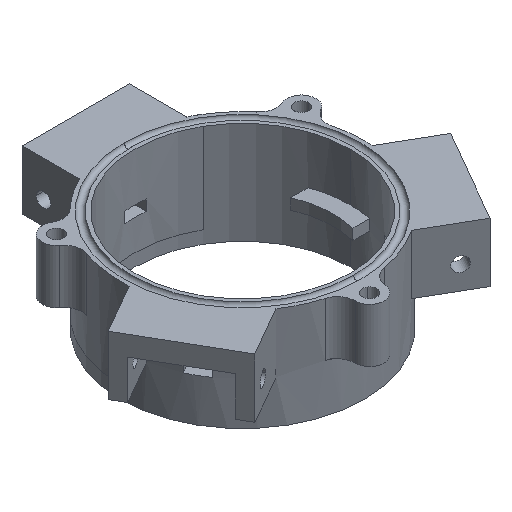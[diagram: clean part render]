
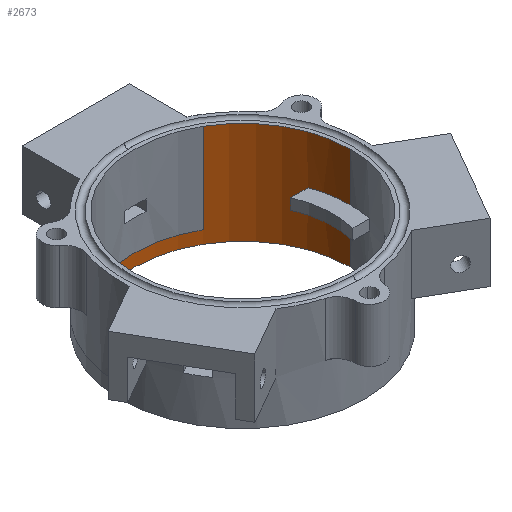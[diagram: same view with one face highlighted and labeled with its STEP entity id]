
A CAD part, isometric view. The second image highlights one B-rep face of the part: STEP entity #2673.
In plain terms, the highlighted cylindrical face has radius 30 mm (diameter 60 mm), a partial arc.
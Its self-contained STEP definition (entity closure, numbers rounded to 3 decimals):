
#74=CARTESIAN_POINT('Axis2P3D Location',(0.,0.,-3.5)) ;
#78=CARTESIAN_POINT('Vertex',(-30.,0.,-3.5)) ;
#80=CARTESIAN_POINT('Vertex',(30.,0.,-3.5)) ;
#2337=CARTESIAN_POINT('Axis2P3D Location',(0.,0.,25.)) ;
#2341=CARTESIAN_POINT('Vertex',(30.,0.,25.)) ;
#2343=CARTESIAN_POINT('Vertex',(15.,25.981,25.)) ;
#2356=CARTESIAN_POINT('Axis2P3D Location',(0.,0.,8.5)) ;
#2360=CARTESIAN_POINT('Vertex',(28.284,10.,8.5)) ;
#2362=CARTESIAN_POINT('Vertex',(30.,0.,8.5)) ;
#2436=CARTESIAN_POINT('Vertex',(28.284,10.,11.5)) ;
#2448=CARTESIAN_POINT('Vertex',(30.,0.,11.5)) ;
#2451=CARTESIAN_POINT('Axis2P3D Location',(0.,0.,11.5)) ;
#2583=CARTESIAN_POINT('Line Origine',(28.284,10.,10.)) ;
#2619=CARTESIAN_POINT('Axis2P3D Location',(0.,0.,-1.75)) ;
#2624=CARTESIAN_POINT('Line Origine',(30.,0.,-1.75)) ;
#2628=CARTESIAN_POINT('Vertex',(30.,0.,0.)) ;
#2631=CARTESIAN_POINT('Line Origine',(30.,0.,-1.75)) ;
#2636=CARTESIAN_POINT('Line Origine',(30.,0.,-1.75)) ;
#2641=CARTESIAN_POINT('Line Origine',(15.,25.981,-1.75)) ;
#2645=CARTESIAN_POINT('Vertex',(15.,25.981,0.)) ;
#2648=CARTESIAN_POINT('Axis2P3D Location',(0.,0.,0.)) ;
#2652=CARTESIAN_POINT('Vertex',(-30.,0.,0.)) ;
#2655=CARTESIAN_POINT('Line Origine',(-30.,0.,-1.75)) ;
#75=DIRECTION('Axis2P3D Direction',(0.,0.,-1.)) ;
#2338=DIRECTION('Axis2P3D Direction',(0.,0.,1.)) ;
#2357=DIRECTION('Axis2P3D Direction',(0.,0.,1.)) ;
#2452=DIRECTION('Axis2P3D Direction',(0.,-0.,1.)) ;
#2584=DIRECTION('Vector Direction',(0.,0.,-1.)) ;
#2620=DIRECTION('Axis2P3D Direction',(0.,0.,-1.)) ;
#2621=DIRECTION('Axis2P3D XDirection',(1.,0.,0.)) ;
#2625=DIRECTION('Vector Direction',(0.,0.,-1.)) ;
#2632=DIRECTION('Vector Direction',(0.,0.,-1.)) ;
#2637=DIRECTION('Vector Direction',(0.,0.,-1.)) ;
#2642=DIRECTION('Vector Direction',(0.,0.,-1.)) ;
#2649=DIRECTION('Axis2P3D Direction',(0.,0.,-1.)) ;
#2656=DIRECTION('Vector Direction',(0.,0.,-1.)) ;
#76=AXIS2_PLACEMENT_3D('Circle Axis2P3D',#74,#75,$) ;
#2339=AXIS2_PLACEMENT_3D('Circle Axis2P3D',#2337,#2338,$) ;
#2358=AXIS2_PLACEMENT_3D('Circle Axis2P3D',#2356,#2357,$) ;
#2453=AXIS2_PLACEMENT_3D('Circle Axis2P3D',#2451,#2452,$) ;
#2622=AXIS2_PLACEMENT_3D('Cylinder Axis2P3D',#2619,#2620,#2621) ;
#2650=AXIS2_PLACEMENT_3D('Circle Axis2P3D',#2648,#2649,$) ;
#2661=ORIENTED_EDGE('',*,*,#82,.T.) ;
#2662=ORIENTED_EDGE('',*,*,#2630,.F.) ;
#2663=ORIENTED_EDGE('',*,*,#2635,.T.) ;
#2664=ORIENTED_EDGE('',*,*,#2364,.F.) ;
#2665=ORIENTED_EDGE('',*,*,#2587,.F.) ;
#2666=ORIENTED_EDGE('',*,*,#2455,.T.) ;
#2667=ORIENTED_EDGE('',*,*,#2640,.T.) ;
#2668=ORIENTED_EDGE('',*,*,#2345,.T.) ;
#2669=ORIENTED_EDGE('',*,*,#2647,.F.) ;
#2670=ORIENTED_EDGE('',*,*,#2654,.T.) ;
#2671=ORIENTED_EDGE('',*,*,#2659,.T.) ;
#2585=VECTOR('Line Direction',#2584,1.) ;
#2626=VECTOR('Line Direction',#2625,1.) ;
#2633=VECTOR('Line Direction',#2632,1.) ;
#2638=VECTOR('Line Direction',#2637,1.) ;
#2643=VECTOR('Line Direction',#2642,1.) ;
#2657=VECTOR('Line Direction',#2656,1.) ;
#2673=ADVANCED_FACE('PartBody',(#2672),#2623,.F.) ;
#77=CIRCLE('generated circle',#76,30.) ;
#2340=CIRCLE('generated circle',#2339,30.) ;
#2359=CIRCLE('generated circle',#2358,30.) ;
#2454=CIRCLE('generated circle',#2453,30.) ;
#2651=CIRCLE('generated circle',#2650,30.) ;
#2623=CYLINDRICAL_SURFACE('generated cylinder',#2622,30.) ;
#82=EDGE_CURVE('',#79,#81,#77,.T.) ;
#2345=EDGE_CURVE('',#2342,#2344,#2340,.T.) ;
#2364=EDGE_CURVE('',#2361,#2363,#2359,.F.) ;
#2455=EDGE_CURVE('',#2437,#2449,#2454,.F.) ;
#2587=EDGE_CURVE('',#2437,#2361,#2586,.T.) ;
#2630=EDGE_CURVE('',#2629,#81,#2627,.T.) ;
#2635=EDGE_CURVE('',#2629,#2363,#2634,.F.) ;
#2640=EDGE_CURVE('',#2449,#2342,#2639,.F.) ;
#2647=EDGE_CURVE('',#2646,#2344,#2644,.F.) ;
#2654=EDGE_CURVE('',#2646,#2653,#2651,.F.) ;
#2659=EDGE_CURVE('',#2653,#79,#2658,.T.) ;
#2660=EDGE_LOOP('',(#2661,#2662,#2663,#2664,#2665,#2666,#2667,#2668,#2669,#2670,#2671)) ;
#2672=FACE_OUTER_BOUND('',#2660,.T.) ;
#2586=LINE('Line',#2583,#2585) ;
#2627=LINE('Line',#2624,#2626) ;
#2634=LINE('Line',#2631,#2633) ;
#2639=LINE('Line',#2636,#2638) ;
#2644=LINE('Line',#2641,#2643) ;
#2658=LINE('Line',#2655,#2657) ;
#79=VERTEX_POINT('',#78) ;
#81=VERTEX_POINT('',#80) ;
#2342=VERTEX_POINT('',#2341) ;
#2344=VERTEX_POINT('',#2343) ;
#2361=VERTEX_POINT('',#2360) ;
#2363=VERTEX_POINT('',#2362) ;
#2437=VERTEX_POINT('',#2436) ;
#2449=VERTEX_POINT('',#2448) ;
#2629=VERTEX_POINT('',#2628) ;
#2646=VERTEX_POINT('',#2645) ;
#2653=VERTEX_POINT('',#2652) ;
